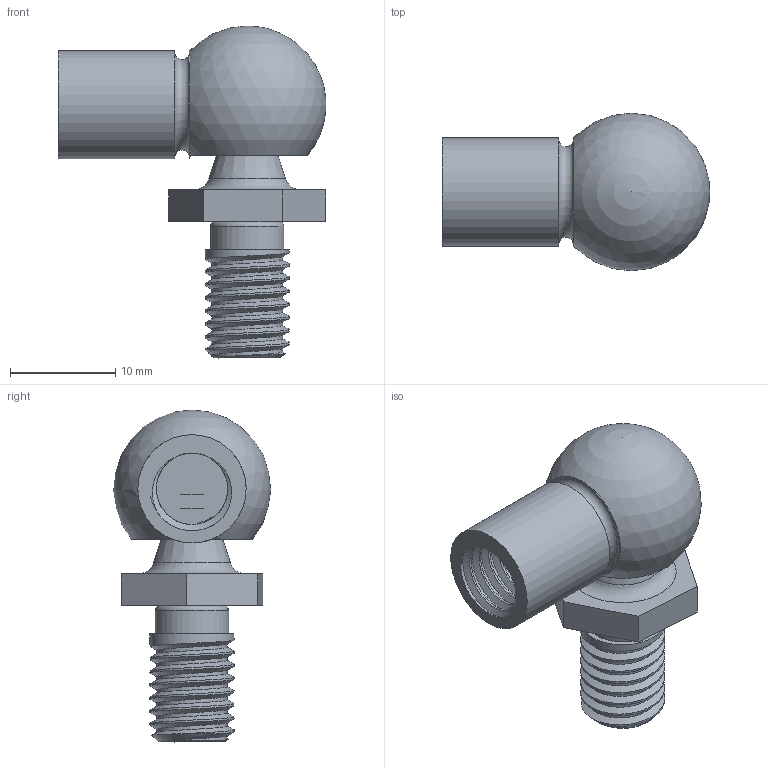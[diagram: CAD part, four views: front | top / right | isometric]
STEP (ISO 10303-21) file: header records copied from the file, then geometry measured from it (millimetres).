
FILE_DESCRIPTION(/* description */ (''),/* implementation_level */ '2;1');
FILE_NAME(/* name */ 'WG18.stp',/* time_stamp */ '2024-05-10T13:41:32+03:00',/* author */ (''),/* organization */ (''),/* preprocessor_version */ 'ST-DEVELOPER v16',/* originating_system */ 'SIEMENS PLM Software NX 11.0',/* authorisation */ '');
FILE_SCHEMA (('AUTOMOTIVE_DESIGN { 1 0 10303 214 3 1 1 1 }'));
Length unit declared in the file: millimetre
Products named in the file (3): Ball stud; Ball socket; WG18_stp
Assembly tree (2 placements, depth 2):
  WG18_stp
    Ball socket
    Ball stud
Bounding box: 25.48 x 15 x 31.6 mm (x, y, z)
Volume: 2879.8 mm3; surface area: 3100.1 mm2
Topology: 2 solids, 2 shells, 46 faces, 107 edges, 71 vertices
Faces by surface type: plane 21, cylinder 10, bspline 5, torus 4, sphere 3, cone 3
Full cylindrical faces by diameter (mm): 7 x1, 10 x2, 10.3 x2, 12.6 x1
Entity records: 6072 total; most frequent: CARTESIAN_POINT 5120, DIRECTION 175, ORIENTED_EDGE 164, EDGE_CURVE 82, AXIS2_PLACEMENT_3D 75, EDGE_LOOP 65, VERTEX_POINT 61, ADVANCED_FACE 45
